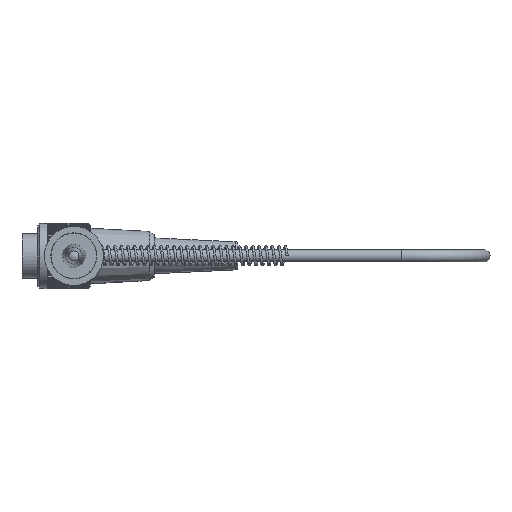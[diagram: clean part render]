
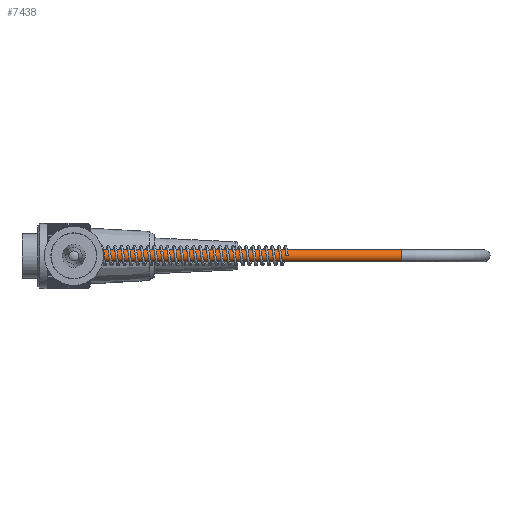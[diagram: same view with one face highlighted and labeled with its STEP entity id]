
A CAD part, left-side view. The second image highlights one B-rep face of the part: STEP entity #7438.
In plain terms, the highlighted cylindrical face has radius 1.85 mm (diameter 3.7 mm), a full revolution.
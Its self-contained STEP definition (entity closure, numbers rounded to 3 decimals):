
#433=FACE_BOUND('',#1636,.T.);
#788=CIRCLE('',#8196,1.85);
#789=CIRCLE('',#8198,1.85);
#1181=FACE_OUTER_BOUND('',#1635,.T.);
#1635=EDGE_LOOP('',(#6592));
#1636=EDGE_LOOP('',(#6593));
#3595=VERTEX_POINT('',#17125);
#3596=VERTEX_POINT('',#17128);
#4598=EDGE_CURVE('',#3595,#3595,#788,.T.);
#4599=EDGE_CURVE('',#3596,#3596,#789,.T.);
#6592=ORIENTED_EDGE('',*,*,#4598,.F.);
#6593=ORIENTED_EDGE('',*,*,#4599,.T.);
#6651=CYLINDRICAL_SURFACE('',#8197,1.85);
#7438=ADVANCED_FACE('',(#1181,#433),#6651,.T.);
#8196=AXIS2_PLACEMENT_3D('',#17126,#10283,#10284);
#8197=AXIS2_PLACEMENT_3D('',#17127,#10285,#10286);
#8198=AXIS2_PLACEMENT_3D('',#17129,#10287,#10288);
#10283=DIRECTION('center_axis',(0.,-1.,0.));
#10284=DIRECTION('ref_axis',(0.,0.,
1.));
#10285=DIRECTION('center_axis',(0.,-1.,0.));
#10286=DIRECTION('ref_axis',(0.,0.,
1.));
#10287=DIRECTION('center_axis',(0.,-1.,0.));
#10288=DIRECTION('ref_axis',(0.,0.,
1.));
#17125=CARTESIAN_POINT('',(35.3,-100.,-1.85));
#17126=CARTESIAN_POINT('Origin',(35.3,-100.,0.));
#17127=CARTESIAN_POINT('Origin',(35.3,-3.,0.));
#17128=CARTESIAN_POINT('',(35.3,-3.,-1.85));
#17129=CARTESIAN_POINT('Origin',(35.3,-3.,0.));
